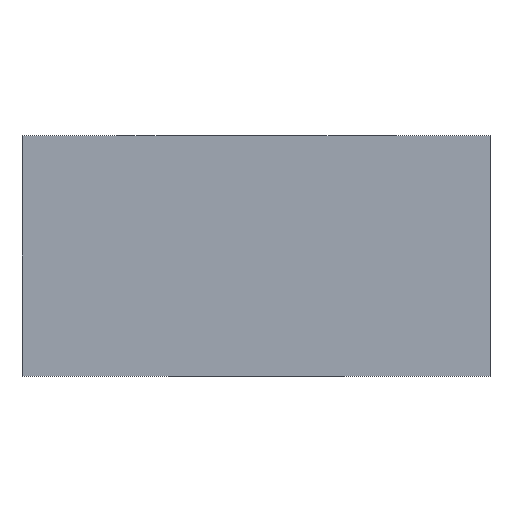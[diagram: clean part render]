
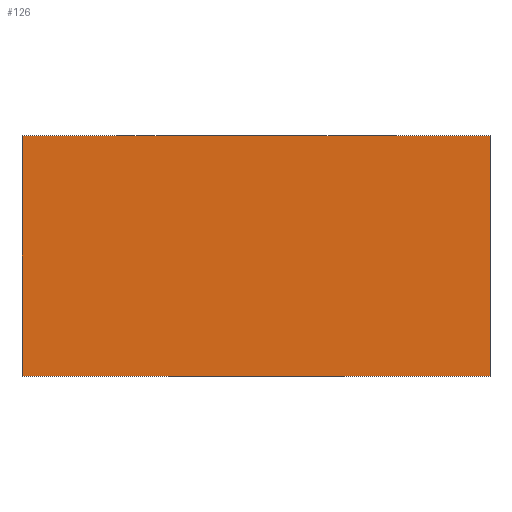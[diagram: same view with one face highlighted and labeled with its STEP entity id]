
A CAD part, front view. The second image highlights one B-rep face of the part: STEP entity #126.
In plain terms, the highlighted planar face has unit normal (0, -1, 0).
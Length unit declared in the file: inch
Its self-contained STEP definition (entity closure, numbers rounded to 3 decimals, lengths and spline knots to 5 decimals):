
#31 = EDGE_CURVE ( 'NONE', #671, #514, #701, .T. ) ;
#33 = EDGE_CURVE ( 'NONE', #514, #515, #728, .T. ) ;
#34 = EDGE_CURVE ( 'NONE', #521, #515, #709, .T. ) ;
#56 = ORIENTED_EDGE ( 'NONE', *, *, #33, .F. ) ;
#58 = ORIENTED_EDGE ( 'NONE', *, *, #34, .T. ) ;
#126 = ADVANCED_FACE ( 'NONE', ( #712 ), #249, .F. ) ;
#180 = DIRECTION ( 'NONE',  ( 1., 0., 0. ) ) ;
#182 = CARTESIAN_POINT ( 'NONE',  ( -0.34, -2.5, 0.35 ) ) ;
#210 = CARTESIAN_POINT ( 'NONE',  ( 0.34, -2.5, 0. ) ) ;
#222 = CARTESIAN_POINT ( 'NONE',  ( -0.34, -2.5, 0.35 ) ) ;
#241 = DIRECTION ( 'NONE',  ( 0., 0., -1. ) ) ;
#249 = PLANE ( 'NONE',  #564 ) ;
#271 = DIRECTION ( 'NONE',  ( 1., 0., 0. ) ) ;
#274 = CARTESIAN_POINT ( 'NONE',  ( 0.34, -2.5, 0.35 ) ) ;
#275 = CARTESIAN_POINT ( 'NONE',  ( -0.34, -2.5, 0. ) ) ;
#289 = CARTESIAN_POINT ( 'NONE',  ( -0.34, -2.5, 0. ) ) ;
#311 = DIRECTION ( 'NONE',  ( 0., 1., 0. ) ) ;
#312 = DIRECTION ( 'NONE',  ( 0., 0., 1. ) ) ;
#318 = CARTESIAN_POINT ( 'NONE',  ( 0.34, -2.5, 0.35 ) ) ;
#514 = VERTEX_POINT ( 'NONE', #274 ) ;
#515 = VERTEX_POINT ( 'NONE', #210 ) ;
#521 = VERTEX_POINT ( 'NONE', #289 ) ;
#564 = AXIS2_PLACEMENT_3D ( 'NONE', #222, #311, #312 ) ;
#611 = EDGE_CURVE ( 'NONE', #671, #521, #764, .T. ) ;
#655 = VECTOR ( 'NONE', #932, 39.37008 ) ;
#671 = VERTEX_POINT ( 'NONE', #769 ) ;
#682 = VECTOR ( 'NONE', #180, 39.37008 ) ;
#696 = VECTOR ( 'NONE', #241, 39.37008 ) ;
#701 = LINE ( 'NONE', #182, #682 ) ;
#709 = LINE ( 'NONE', #275, #714 ) ;
#712 = FACE_OUTER_BOUND ( 'NONE', #972, .T. ) ;
#714 = VECTOR ( 'NONE', #271, 39.37008 ) ;
#728 = LINE ( 'NONE', #318, #696 ) ;
#764 = LINE ( 'NONE', #933, #655 ) ;
#769 = CARTESIAN_POINT ( 'NONE',  ( -0.34, -2.5, 0.35 ) ) ;
#932 = DIRECTION ( 'NONE',  ( 0., 0., -1. ) ) ;
#933 = CARTESIAN_POINT ( 'NONE',  ( -0.34, -2.5, 0.35 ) ) ;
#972 = EDGE_LOOP ( 'NONE', ( #58, #56, #986, #985 ) ) ;
#985 = ORIENTED_EDGE ( 'NONE', *, *, #611, .T. ) ;
#986 = ORIENTED_EDGE ( 'NONE', *, *, #31, .F. ) ;
